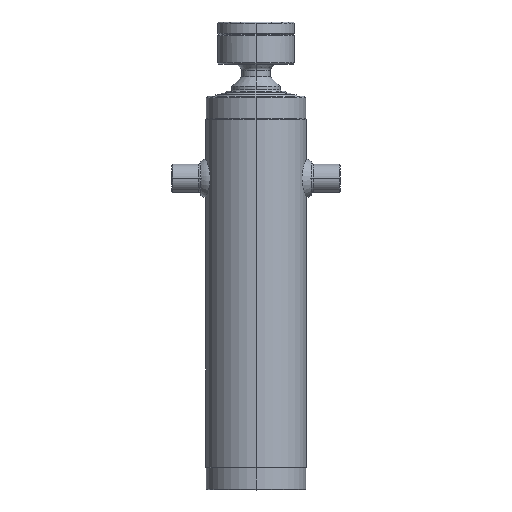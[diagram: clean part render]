
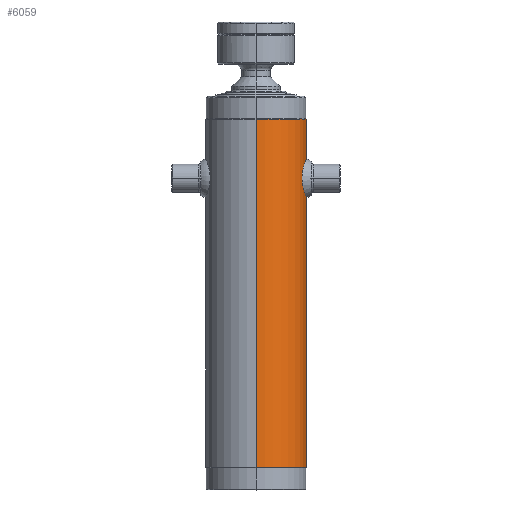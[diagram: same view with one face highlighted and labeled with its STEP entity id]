
A CAD part, top view. The second image highlights one B-rep face of the part: STEP entity #6059.
In plain terms, the highlighted cylindrical face has radius 88.9 mm (diameter 177.8 mm), a partial arc.
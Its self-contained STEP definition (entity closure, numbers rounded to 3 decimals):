
#366 = CIRCLE ( 'NONE', #2208, 88.9 ) ;
#604 = VERTEX_POINT ( 'NONE', #5271 ) ;
#975 = DIRECTION ( 'NONE',  ( 0., -1., 0. ) ) ;
#1037 = DIRECTION ( 'NONE',  ( 0., -1., 0. ) ) ;
#2041 = VERTEX_POINT ( 'NONE', #2667 ) ;
#2058 = AXIS2_PLACEMENT_3D ( 'NONE', #5861, #1037, #6664 ) ;
#2063 = CARTESIAN_POINT ( 'NONE',  ( 0., -26.623, 88.9 ) ) ;
#2208 = AXIS2_PLACEMENT_3D ( 'NONE', #5799, #975, #6606 ) ;
#2667 = CARTESIAN_POINT ( 'NONE',  ( 0., 653., 88.9 ) ) ;
#2714 = CARTESIAN_POINT ( 'NONE',  ( 0., -26.623, 0. ) ) ;
#3105 = ORIENTED_EDGE ( 'NONE', *, *, #9437, .F. ) ;
#3680 = LINE ( 'NONE', #2063, #7694 ) ;
#3896 = VERTEX_POINT ( 'NONE', #9424 ) ;
#4018 = CARTESIAN_POINT ( 'NONE',  ( 0., -26.623, -88.9 ) ) ;
#5271 = CARTESIAN_POINT ( 'NONE',  ( 0., 653., -88.9 ) ) ;
#5622 = CYLINDRICAL_SURFACE ( 'NONE', #6380, 88.9 ) ;
#5799 = CARTESIAN_POINT ( 'NONE',  ( 0., 40., 0. ) ) ;
#5861 = CARTESIAN_POINT ( 'NONE',  ( 0., 653., 0. ) ) ;
#5876 = FACE_OUTER_BOUND ( 'NONE', #8037, .T. ) ;
#5945 = ORIENTED_EDGE ( 'NONE', *, *, #5956, .T. ) ;
#5956 = EDGE_CURVE ( 'NONE', #604, #2041, #6384, .T. ) ;
#6059 = ADVANCED_FACE ( 'NONE', ( #5876 ), #5622, .T. ) ;
#6380 = AXIS2_PLACEMENT_3D ( 'NONE', #2714, #8331, #7536 ) ;
#6384 = CIRCLE ( 'NONE', #2058, 88.9 ) ;
#6606 = DIRECTION ( 'NONE',  ( 0., 0., -1. ) ) ;
#6664 = DIRECTION ( 'NONE',  ( 0., 0., -1. ) ) ;
#7536 = DIRECTION ( 'NONE',  ( 0., 0., -1. ) ) ;
#7649 = DIRECTION ( 'NONE',  ( 0., -1., 0. ) ) ;
#7694 = VECTOR ( 'NONE', #7649, 1000. ) ;
#7705 = VECTOR ( 'NONE', #9661, 1000. ) ;
#7762 = ORIENTED_EDGE ( 'NONE', *, *, #9960, .T. ) ;
#7867 = ORIENTED_EDGE ( 'NONE', *, *, #8627, .F. ) ;
#8037 = EDGE_LOOP ( 'NONE', ( #5945, #7762, #7867, #3105 ) ) ;
#8331 = DIRECTION ( 'NONE',  ( 0., -1., 0. ) ) ;
#8627 = EDGE_CURVE ( 'NONE', #3896, #8729, #366, .T. ) ;
#8729 = VERTEX_POINT ( 'NONE', #9889 ) ;
#9424 = CARTESIAN_POINT ( 'NONE',  ( 0., 40., -88.9 ) ) ;
#9437 = EDGE_CURVE ( 'NONE', #604, #3896, #9852, .T. ) ;
#9661 = DIRECTION ( 'NONE',  ( 0., -1., 0. ) ) ;
#9852 = LINE ( 'NONE', #4018, #7705 ) ;
#9889 = CARTESIAN_POINT ( 'NONE',  ( 0., 40., 88.9 ) ) ;
#9960 = EDGE_CURVE ( 'NONE', #2041, #8729, #3680, .T. ) ;
